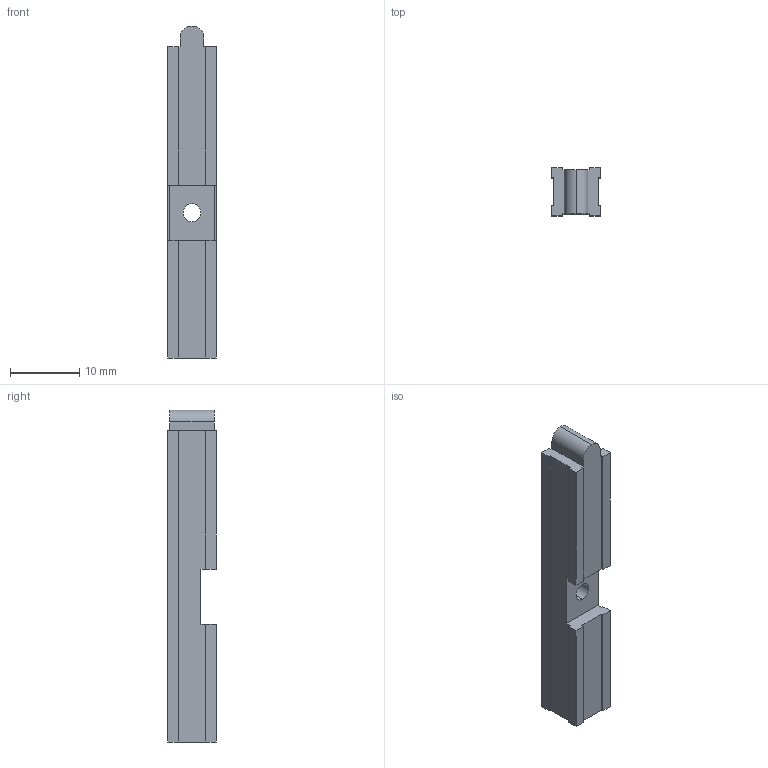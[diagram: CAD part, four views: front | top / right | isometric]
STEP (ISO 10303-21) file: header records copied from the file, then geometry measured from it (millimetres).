
FILE_DESCRIPTION (( 'STEP AP214' ), '1' );
FILE_NAME ('Carriage Retainer Plunger.STEP', '2025-07-06T08:34:27', ( '' ), ( '' ), 'SwSTEP 2.0', 'SolidWorks 2025', '' );
FILE_SCHEMA (( 'AUTOMOTIVE_DESIGN' ));
Length unit declared in the file: millimetre
Products named in the file (1): Carriage Retainer Plunger
Bounding box: 7 x 7 x 48 mm (x, y, z)
Volume: 1913.1 mm3; surface area: 1507.6 mm2
Topology: 1 solids, 1 shells, 41 faces, 117 edges, 78 vertices
Faces by surface type: plane 37, cylinder 4
Entity records: 1357 total; most frequent: CARTESIAN_POINT 237, ORIENTED_EDGE 234, DIRECTION 209, EDGE_CURVE 117, LINE 109, VECTOR 109, VERTEX_POINT 78, AXIS2_PLACEMENT_3D 50
